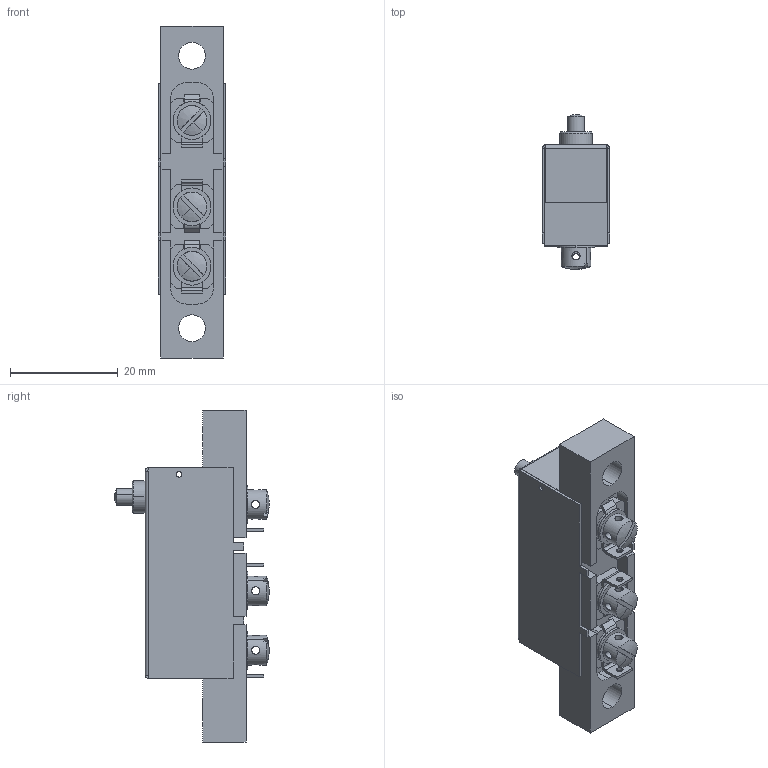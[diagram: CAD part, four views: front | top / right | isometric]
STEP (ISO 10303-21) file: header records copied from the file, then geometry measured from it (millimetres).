
FILE_DESCRIPTION (( 'STEP AP214' ), '1' );
FILE_NAME ('363-SWITCH-RAD-1.STEP', '2018-03-05T15:25:25', ( 'allectra' ), ( 'Microsoft' ), 'SwSTEP 2.0', 'SolidWorks 2014', '' );
FILE_SCHEMA (( 'AUTOMOTIVE_DESIGN' ));
Length unit declared in the file: millimetre
Products named in the file (1): 363-SWITCH-RAD-1
Bounding box: 12.5 x 28.59 x 61.5 mm (x, y, z)
Volume: 6601.1 mm3; surface area: 10866.4 mm2
Topology: 25 solids, 25 shells, 544 faces, 1397 edges, 901 vertices
Faces by surface type: plane 251, cylinder 229, cone 40, bspline 20, torus 4
Entity records: 27117 total; most frequent: CARTESIAN_POINT 7356, DIRECTION 2837, ORIENTED_EDGE 2774, EDGE_CURVE 1387, AXIS2_PLACEMENT_3D 1008, VERTEX_POINT 901, LINE 821, VECTOR 821
